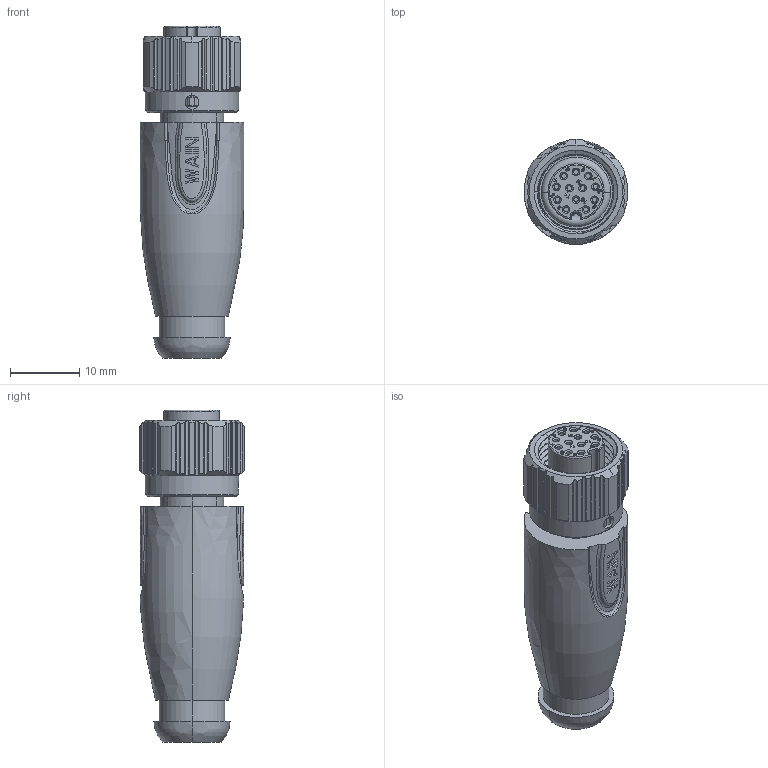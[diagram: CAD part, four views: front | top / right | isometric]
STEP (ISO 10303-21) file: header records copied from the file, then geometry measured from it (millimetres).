
FILE_DESCRIPTION((''),'2;1');
FILE_NAME('S_M12-NU-SH-SW14','2023-12-28T',('13531'),(''),'PRO/ENGINEER BY PARAMETRIC TECHNOLOGY CORPORATION, 2012480','PRO/ENGINEER BY PARAMETRIC TECHNOLOGY CORPORATION, 2012480','');
FILE_SCHEMA(('CONFIG_CONTROL_DESIGN'));
Length unit declared in the file: millimetre
Products named in the file (1): S_M12-NU-SH-SW14
Bounding box: 15 x 15.2 x 47.9 mm (x, y, z)
Volume: 6119.1 mm3; surface area: 4166.3 mm2
Topology: 1 solids, 1 shells, 923 faces, 2457 edges, 1607 vertices
Faces by surface type: plane 403, extrusion 217, cylinder 141, cone 107, bspline 25, revolution 16, torus 14
Entity records: 47360 total; most frequent: CARTESIAN_POINT 15235, ORIENTED_EDGE 4906, DIRECTION 3701, PRESENTATION_STYLE_ASSIGNMENT 2790, STYLED_ITEM 2474, CURVE_STYLE 2473, EDGE_CURVE 2453, VERTEX_POINT 1607
